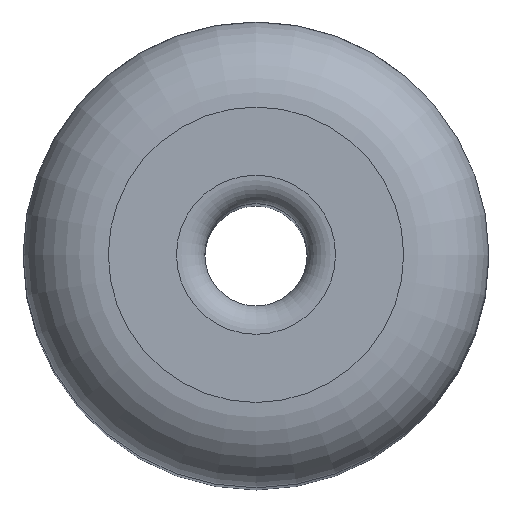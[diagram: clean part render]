
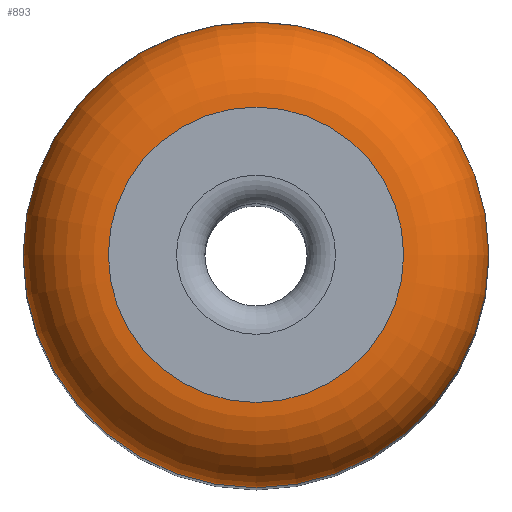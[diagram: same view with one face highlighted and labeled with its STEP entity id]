
A CAD part, top view. The second image highlights one B-rep face of the part: STEP entity #893.
In plain terms, the highlighted toroidal (fillet/blend) face has major radius 2.6 mm and minor radius 1.5 mm.
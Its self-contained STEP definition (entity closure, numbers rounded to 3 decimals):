
#18=TOROIDAL_SURFACE('',#947,2.6,1.5);
#26=CIRCLE('',#944,4.1);
#28=CIRCLE('',#948,2.6);
#29=CIRCLE('',#949,1.5);
#140=FACE_OUTER_BOUND('',#196,.T.);
#196=EDGE_LOOP('',(#799,#800,#801,#802));
#432=VERTEX_POINT('',#1526);
#434=VERTEX_POINT('',#1533);
#554=EDGE_CURVE('',#432,#432,#26,.T.);
#557=EDGE_CURVE('',#434,#434,#28,.T.);
#558=EDGE_CURVE('',#434,#432,#29,.T.);
#799=ORIENTED_EDGE('',*,*,#557,.T.);
#800=ORIENTED_EDGE('',*,*,#558,.T.);
#801=ORIENTED_EDGE('',*,*,#554,.T.);
#802=ORIENTED_EDGE('',*,*,#558,.F.);
#893=ADVANCED_FACE('',(#140),#18,.T.);
#944=AXIS2_PLACEMENT_3D('',#1527,#1102,#1103);
#947=AXIS2_PLACEMENT_3D('',#1532,#1109,#1110);
#948=AXIS2_PLACEMENT_3D('',#1534,#1111,#1112);
#949=AXIS2_PLACEMENT_3D('',#1535,#1113,#1114);
#1102=DIRECTION('center_axis',(0.,0.,1.));
#1103=DIRECTION('ref_axis',(1.,0.,0.));
#1109=DIRECTION('center_axis',(0.,0.,1.));
#1110=DIRECTION('ref_axis',(1.,0.,0.));
#1111=DIRECTION('center_axis',(0.,0.,-1.));
#1112=DIRECTION('ref_axis',(1.,0.,0.));
#1113=DIRECTION('center_axis',(0.,-1.,0.));
#1114=DIRECTION('ref_axis',(-1.,0.,0.));
#1526=CARTESIAN_POINT('',(-4.1,0.,23.5));
#1527=CARTESIAN_POINT('Origin',(0.,0.,23.5));
#1532=CARTESIAN_POINT('Origin',(0.,0.,23.5));
#1533=CARTESIAN_POINT('',(-2.6,0.,25.));
#1534=CARTESIAN_POINT('Origin',(0.,0.,25.));
#1535=CARTESIAN_POINT('Origin',(-2.6,0.,23.5));
